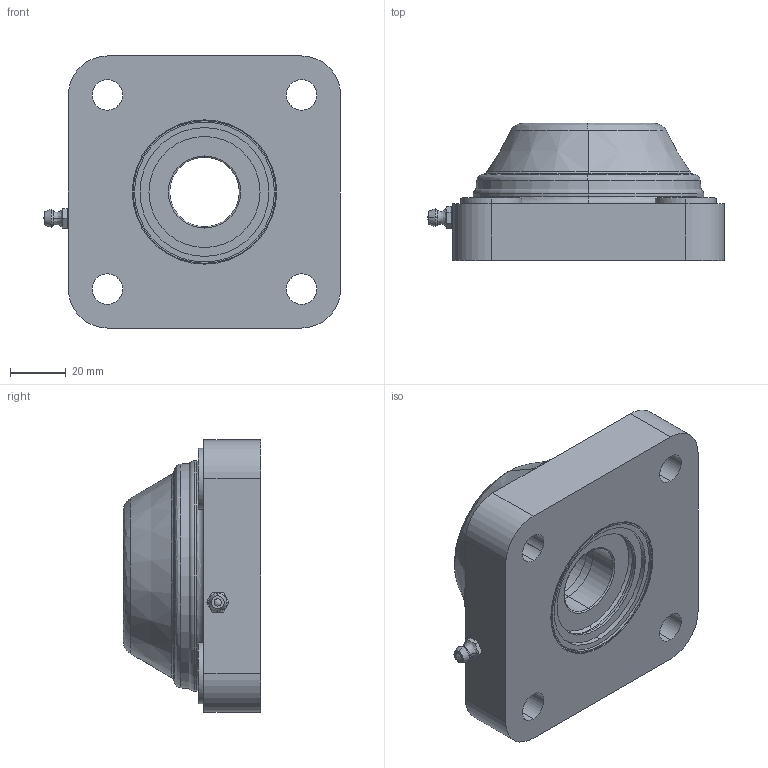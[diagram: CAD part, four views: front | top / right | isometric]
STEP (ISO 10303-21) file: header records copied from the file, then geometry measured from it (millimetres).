
FILE_DESCRIPTION (( 'STEP AP214' ), '1' );
FILE_NAME ('Rexnord-UCF-C - SUCF-C - HCF-C - SHCF-C-UCF 205 C- 64623.step.step', '2018-12-18T08:59:50', ( '' ), ( '' ), 'SwSTEP 2.0', 'SolidWorks 2018', '' );
FILE_SCHEMA (( 'AUTOMOTIVE_DESIGN' ));
Length unit declared in the file: millimetre
Products named in the file (5): HUB; BEARING; CAP_25 OPEN; NIPPLE; Rexnord-UCF-C - SUCF-C - HCF-C - SHCF-C-UCF 205 C- 64623.step
Assembly tree (4 placements, depth 2):
  Rexnord-UCF-C - SUCF-C - HCF-C - SHCF-C-UCF 205 C- 64623.step
    HUB
    BEARING
    CAP_25 OPEN
    NIPPLE
Bounding box: 107 x 49.5 x 98 mm (x, y, z)
Volume: 249332.1 mm3; surface area: 69572.9 mm2
Topology: 4 solids, 5 shells, 221 faces, 523 edges, 336 vertices
Faces by surface type: cylinder 77, plane 65, cone 42, torus 20, bspline 17
Entity records: 8399 total; most frequent: CARTESIAN_POINT 1998, DIRECTION 1157, ORIENTED_EDGE 1046, EDGE_CURVE 523, AXIS2_PLACEMENT_3D 491, VERTEX_POINT 336, CIRCLE 280, EDGE_LOOP 261
